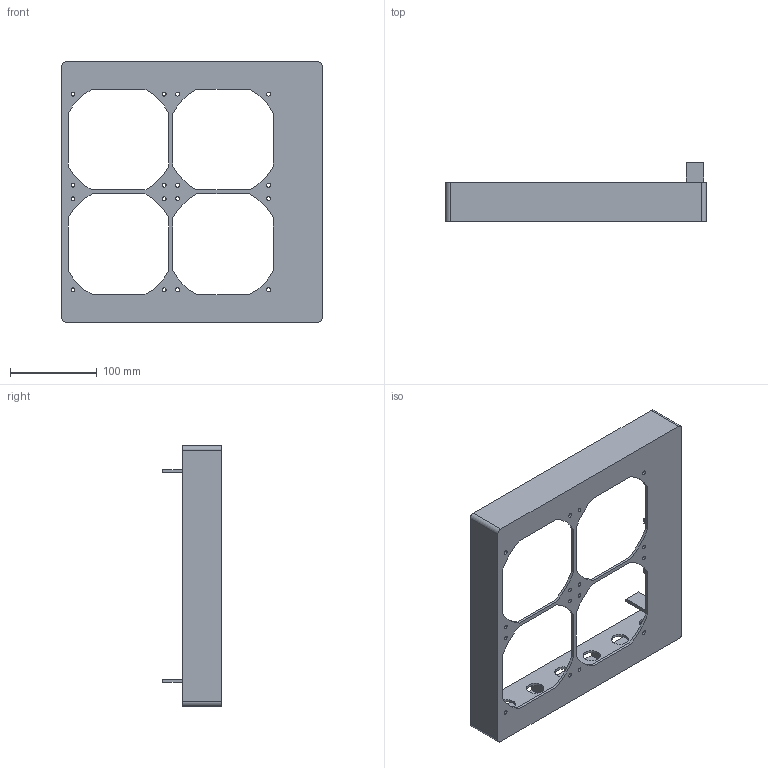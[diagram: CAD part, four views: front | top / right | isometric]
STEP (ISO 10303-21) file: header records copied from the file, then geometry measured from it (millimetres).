
FILE_DESCRIPTION (( 'STEP AP214' ), '1' );
FILE_NAME ('Top-Section-GALE-38mm-Fans-self-tap-(v.1.2).STEP', '2025-08-08T16:15:18', ( '' ), ( '' ), 'SwSTEP 2.0', 'SolidWorks 2023', '' );
FILE_SCHEMA (( 'AUTOMOTIVE_DESIGN' ));
Length unit declared in the file: millimetre
Products named in the file (1): Top-Section-GALE-38mm-Fans-self-tap-(v.1.2)
Bounding box: 300 x 68 x 300 mm (x, y, z)
Volume: 411655.6 mm3; surface area: 243523.4 mm2
Topology: 1 solids, 1 shells, 167 faces, 458 edges, 304 vertices
Faces by surface type: cylinder 84, plane 83
Entity records: 5499 total; most frequent: DIRECTION 962, CARTESIAN_POINT 930, ORIENTED_EDGE 916, EDGE_CURVE 458, AXIS2_PLACEMENT_3D 336, VERTEX_POINT 304, LINE 290, VECTOR 290
